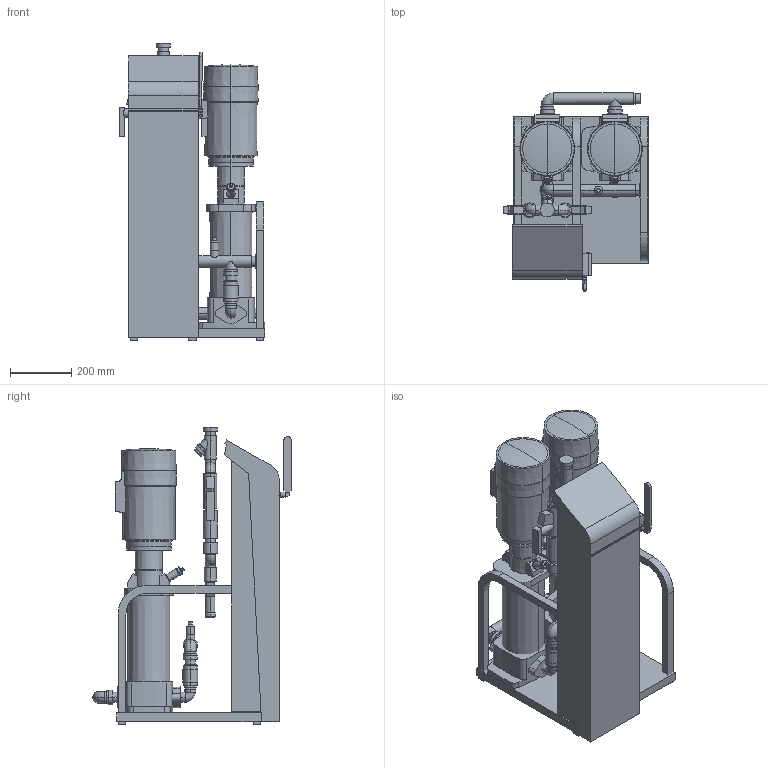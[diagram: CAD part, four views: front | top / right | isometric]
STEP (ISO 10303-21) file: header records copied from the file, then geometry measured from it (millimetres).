
FILE_DESCRIPTION (( 'STEP AP214' ), '1' );
FILE_NAME ('Sinum_D60.STEP', '2024-04-08T13:18:35', ( '' ), ( '' ), 'SwSTEP 2.0', 'SolidWorks 2021', '' );
FILE_SCHEMA (( 'AUTOMOTIVE_DESIGN' ));
Length unit declared in the file: millimetre
Products named in the file (3): Sinum_D60.dwg; 17952_flmat_mp_g4_remote_d60.dwg; Sinum_D60
Assembly tree (2 placements, depth 3):
  Sinum_D60
    Sinum_D60.dwg
      17952_flmat_mp_g4_remote_d60.dwg
Bounding box: 473.18 x 645.91 x 967.34 mm (x, y, z)
Volume: 55178004.5 mm3; surface area: 3307222.4 mm2
Topology: 12 solids, 12 shells, 788 faces, 1848 edges, 1157 vertices
Faces by surface type: plane 326, cylinder 270, cone 164, torus 24, bspline 4
Entity records: 25086 total; most frequent: CARTESIAN_POINT 6554, DIRECTION 4051, ORIENTED_EDGE 3672, EDGE_CURVE 1836, AXIS2_PLACEMENT_3D 1540, VERTEX_POINT 1157, LINE 971, VECTOR 971
